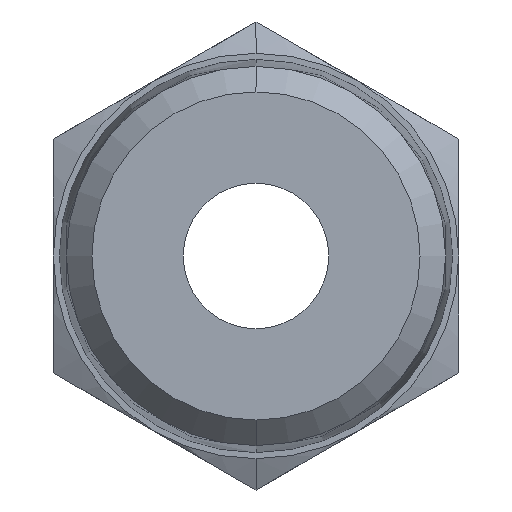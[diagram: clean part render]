
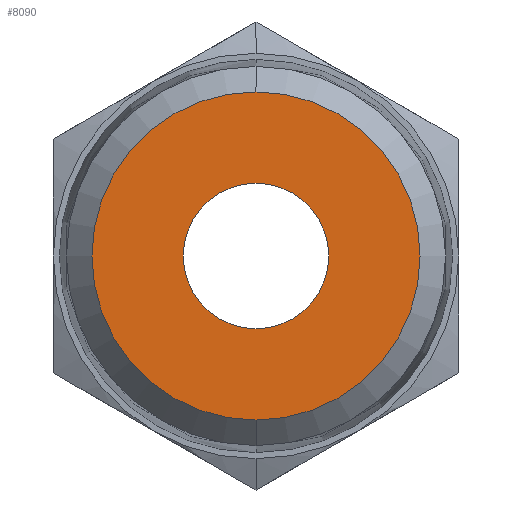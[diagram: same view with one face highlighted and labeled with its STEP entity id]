
A CAD part, left-side view. The second image highlights one B-rep face of the part: STEP entity #8090.
In plain terms, the highlighted planar face has unit normal (-1, 0, 0).
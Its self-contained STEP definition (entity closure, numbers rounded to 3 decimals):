
#232 = CIRCLE ( 'NONE', #368, 8.907 ) ;
#368 = AXIS2_PLACEMENT_3D ( 'NONE', #7570, #7482, #7436 ) ;
#728 = CARTESIAN_POINT ( 'NONE',  ( 0., 0., 8.907 ) ) ;
#1156 = DIRECTION ( 'NONE',  ( 0., 0., -1. ) ) ;
#1173 = VERTEX_POINT ( 'NONE', #2047 ) ;
#1284 = CARTESIAN_POINT ( 'NONE',  ( 0., 0., -5.123 ) ) ;
#1551 = ORIENTED_EDGE ( 'NONE', *, *, #1565, .T. ) ;
#1565 = EDGE_CURVE ( 'NONE', #2084, #1173, #5313, .T. ) ;
#1806 = DIRECTION ( 'NONE',  ( 1., 0., 0. ) ) ;
#1892 = DIRECTION ( 'NONE',  ( 0., 0., -1. ) ) ;
#2047 = CARTESIAN_POINT ( 'NONE',  ( 0., 0., 3.95 ) ) ;
#2084 = VERTEX_POINT ( 'NONE', #5737 ) ;
#2169 = EDGE_CURVE ( 'NONE', #1173, #2084, #3129, .T. ) ;
#2197 = AXIS2_PLACEMENT_3D ( 'NONE', #2361, #7900, #1156 ) ;
#2229 = DIRECTION ( 'NONE',  ( 0., 0., 1. ) ) ;
#2361 = CARTESIAN_POINT ( 'NONE',  ( 0., 0., 0. ) ) ;
#2857 = CARTESIAN_POINT ( 'NONE',  ( 0., 0., 0. ) ) ;
#3049 = CIRCLE ( 'NONE', #2197, 8.907 ) ;
#3129 = CIRCLE ( 'NONE', #5855, 3.95 ) ;
#3258 = ORIENTED_EDGE ( 'NONE', *, *, #2169, .T. ) ;
#3930 = CARTESIAN_POINT ( 'NONE',  ( 0., 0., -8.907 ) ) ;
#3993 = EDGE_LOOP ( 'NONE', ( #1551, #3258 ) ) ;
#4592 = VERTEX_POINT ( 'NONE', #728 ) ;
#4695 = FACE_BOUND ( 'NONE', #3993, .T. ) ;
#4696 = EDGE_LOOP ( 'NONE', ( #6316, #6583 ) ) ;
#4740 = PLANE ( 'NONE',  #8545 ) ;
#5024 = AXIS2_PLACEMENT_3D ( 'NONE', #7293, #1806, #1892 ) ;
#5313 = CIRCLE ( 'NONE', #5024, 3.95 ) ;
#5366 = FACE_OUTER_BOUND ( 'NONE', #4696, .T. ) ;
#5597 = DIRECTION ( 'NONE',  ( 1., 0., 0. ) ) ;
#5737 = CARTESIAN_POINT ( 'NONE',  ( 0., 0., -3.95 ) ) ;
#5855 = AXIS2_PLACEMENT_3D ( 'NONE', #2857, #5597, #2229 ) ;
#6051 = EDGE_CURVE ( 'NONE', #6300, #4592, #3049, .T. ) ;
#6300 = VERTEX_POINT ( 'NONE', #3930 ) ;
#6316 = ORIENTED_EDGE ( 'NONE', *, *, #6051, .T. ) ;
#6583 = ORIENTED_EDGE ( 'NONE', *, *, #7974, .T. ) ;
#6777 = DIRECTION ( 'NONE',  ( 0., 0., 1. ) ) ;
#7293 = CARTESIAN_POINT ( 'NONE',  ( 0., 0., 0. ) ) ;
#7436 = DIRECTION ( 'NONE',  ( 0., 0., 1. ) ) ;
#7482 = DIRECTION ( 'NONE',  ( -1., 0., 0. ) ) ;
#7489 = DIRECTION ( 'NONE',  ( -1., 0., 0. ) ) ;
#7570 = CARTESIAN_POINT ( 'NONE',  ( 0., 0., 0. ) ) ;
#7900 = DIRECTION ( 'NONE',  ( -1., 0., 0. ) ) ;
#7974 = EDGE_CURVE ( 'NONE', #4592, #6300, #232, .T. ) ;
#8090 = ADVANCED_FACE ( 'NONE', ( #4695, #5366 ), #4740, .T. ) ;
#8545 = AXIS2_PLACEMENT_3D ( 'NONE', #1284, #7489, #6777 ) ;
